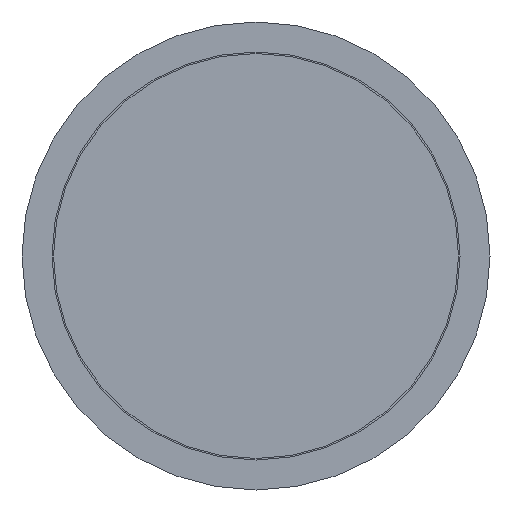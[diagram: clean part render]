
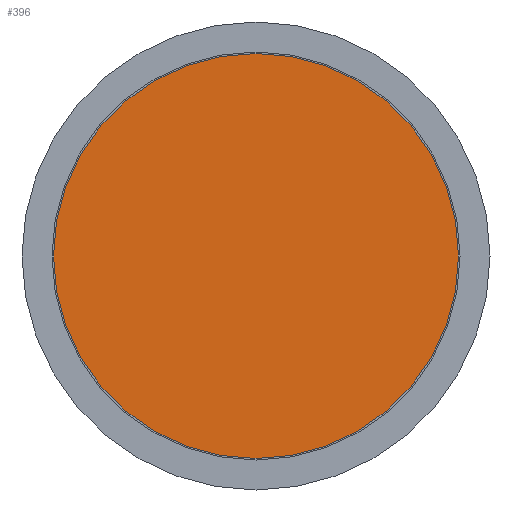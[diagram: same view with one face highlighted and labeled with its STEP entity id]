
A CAD part, front view. The second image highlights one B-rep face of the part: STEP entity #396.
In plain terms, the highlighted planar face has unit normal (0, -1, 0).
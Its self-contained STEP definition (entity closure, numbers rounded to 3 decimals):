
#52 = DIRECTION ( 'NONE',  ( 0., -1., 0. ) ) ;
#217 = EDGE_LOOP ( 'NONE', ( #310 ) ) ;
#263 = DIRECTION ( 'NONE',  ( 0., 0., -1. ) ) ;
#310 = ORIENTED_EDGE ( 'NONE', *, *, #499, .T. ) ;
#316 = CIRCLE ( 'NONE', #713, 33.75 ) ;
#371 = AXIS2_PLACEMENT_3D ( 'NONE', #884, #397, #380 ) ;
#380 = DIRECTION ( 'NONE',  ( 0., 0., 1. ) ) ;
#396 = ADVANCED_FACE ( 'NONE', ( #525 ), #588, .F. ) ;
#397 = DIRECTION ( 'NONE',  ( 0., 1., 0. ) ) ;
#499 = EDGE_CURVE ( 'NONE', #973, #973, #316, .T. ) ;
#525 = FACE_OUTER_BOUND ( 'NONE', #217, .T. ) ;
#588 = PLANE ( 'NONE',  #371 ) ;
#593 = CARTESIAN_POINT ( 'NONE',  ( 0., 0., -33.75 ) ) ;
#713 = AXIS2_PLACEMENT_3D ( 'NONE', #945, #52, #263 ) ;
#884 = CARTESIAN_POINT ( 'NONE',  ( -33.75, 0., 0. ) ) ;
#945 = CARTESIAN_POINT ( 'NONE',  ( 0., 0., 0. ) ) ;
#973 = VERTEX_POINT ( 'NONE', #593 ) ;
